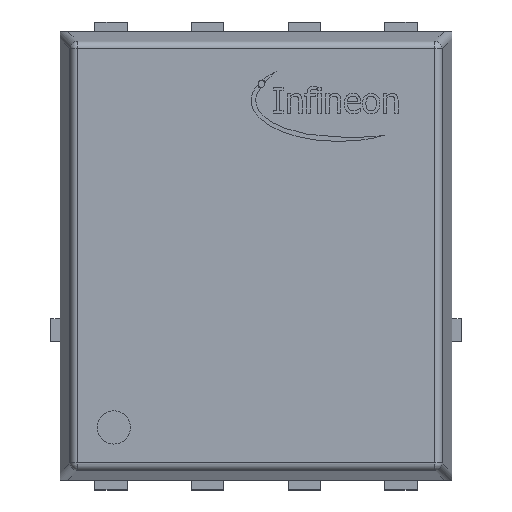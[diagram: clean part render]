
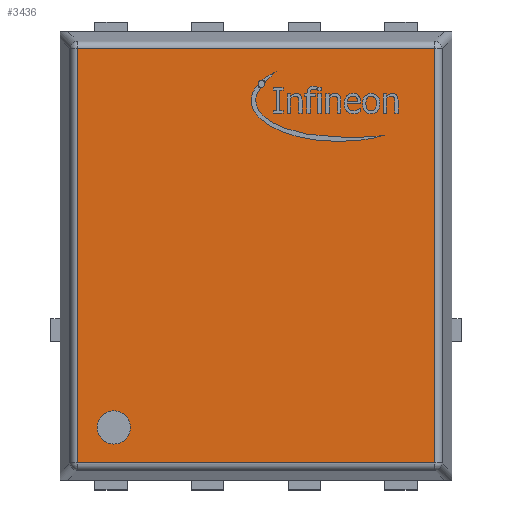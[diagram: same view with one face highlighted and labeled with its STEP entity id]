
A CAD part, top view. The second image highlights one B-rep face of the part: STEP entity #3436.
In plain terms, the highlighted planar face has unit normal (0, 0, 1).
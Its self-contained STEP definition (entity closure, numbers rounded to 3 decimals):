
#199=PLANE('',#3771);
#347=LINE('',#4782,#730);
#349=LINE('',#4792,#732);
#355=LINE('',#4818,#738);
#357=LINE('',#4821,#740);
#730=VECTOR('',#3982,10.);
#732=VECTOR('',#3994,10.);
#738=VECTOR('',#4022,10.);
#740=VECTOR('',#4026,10.);
#1153=FACE_OUTER_BOUND('',#1362,.T.);
#1362=EDGE_LOOP('',(#2487,#2488,#2489,#2490));
#1583=VERTEX_POINT('',#4752);
#1589=VERTEX_POINT('',#4767);
#1594=VERTEX_POINT('',#4784);
#1601=VERTEX_POINT('',#4803);
#1927=EDGE_CURVE('',#1583,#1589,#347,.T.);
#1932=EDGE_CURVE('',#1594,#1583,#349,.T.);
#1945=EDGE_CURVE('',#1589,#1601,#355,.T.);
#1947=EDGE_CURVE('',#1601,#1594,#357,.T.);
#2487=ORIENTED_EDGE('',*,*,#1927,.F.);
#2488=ORIENTED_EDGE('',*,*,#1932,.F.);
#2489=ORIENTED_EDGE('',*,*,#1947,.F.);
#2490=ORIENTED_EDGE('',*,*,#1945,.F.);
#3436=ADVANCED_FACE('',(#1153),#199,.T.);
#3771=AXIS2_PLACEMENT_3D('',#4841,#4047,#4048);
#3982=DIRECTION('',(0.,-1.,0.));
#3994=DIRECTION('',(1.,0.,0.));
#4022=DIRECTION('',(-1.,0.,0.));
#4026=DIRECTION('',(0.,1.,0.));
#4047=DIRECTION('center_axis',(0.,0.,1.));
#4048=DIRECTION('ref_axis',(1.,0.,0.));
#4752=CARTESIAN_POINT('',(2.347,2.722,1.05));
#4767=CARTESIAN_POINT('',(2.347,-2.722,1.05));
#4782=CARTESIAN_POINT('',(2.347,-0.738,1.05));
#4784=CARTESIAN_POINT('',(-2.347,2.722,1.05));
#4792=CARTESIAN_POINT('',(0.644,2.722,1.05));
#4803=CARTESIAN_POINT('',(-2.347,-2.722,1.05));
#4818=CARTESIAN_POINT('',(-0.644,-2.722,1.05));
#4821=CARTESIAN_POINT('',(-2.347,0.738,1.05));
#4841=CARTESIAN_POINT('Origin',(0.,0.,1.05));
